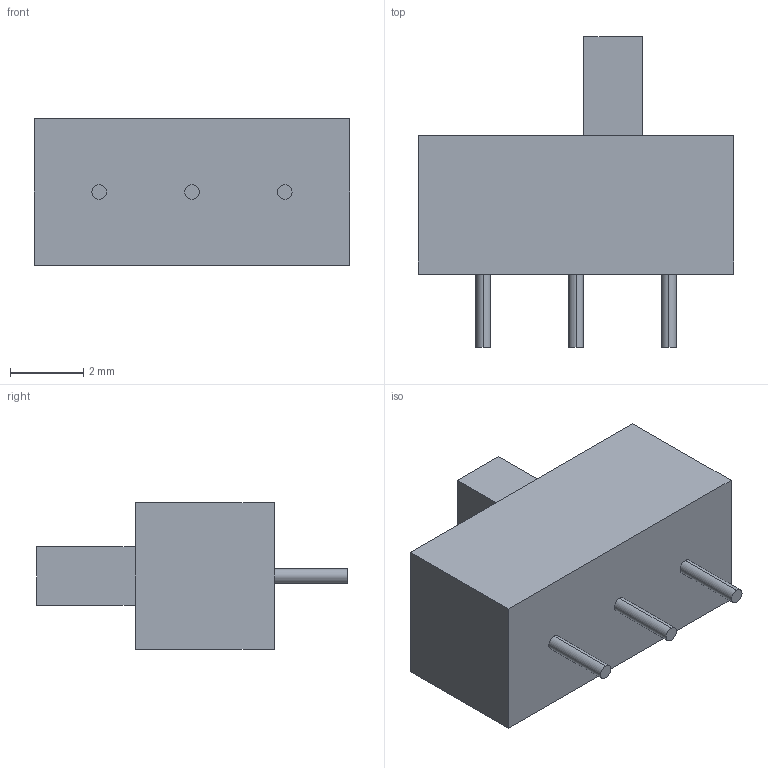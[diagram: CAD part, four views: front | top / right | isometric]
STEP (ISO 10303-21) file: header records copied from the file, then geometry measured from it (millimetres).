
FILE_DESCRIPTION (( 'STEP AP214' ), '1' );
FILE_NAME ('Ìàëåíüêèé ïåðåêëþ÷àòåëü.STEP', '2020-02-23T10:25:09', ( 'Ivan' ), ( '' ), 'SwSTEP 2.0', 'SolidWorks 2018', '' );
FILE_SCHEMA (( 'AUTOMOTIVE_DESIGN' ));
Length unit declared in the file: millimetre
Products named in the file (1): Ìàëåíüêèé ïåðåêëþ÷àòåëü
Bounding box: 8.63 x 8.5 x 4 mm (x, y, z)
Volume: 138.4 mm3; surface area: 191.6 mm2
Topology: 1 solids, 1 shells, 25 faces, 54 edges, 36 vertices
Faces by surface type: plane 19, cylinder 6
Entity records: 824 total; most frequent: DIRECTION 118, CARTESIAN_POINT 116, ORIENTED_EDGE 108, EDGE_CURVE 54, VECTOR 42, LINE 42, AXIS2_PLACEMENT_3D 38, VERTEX_POINT 36
